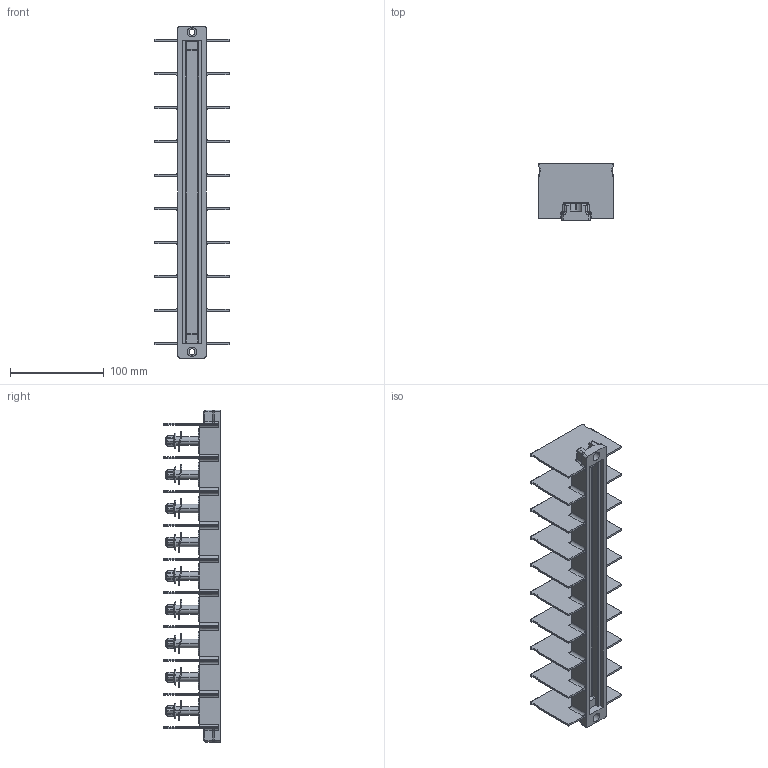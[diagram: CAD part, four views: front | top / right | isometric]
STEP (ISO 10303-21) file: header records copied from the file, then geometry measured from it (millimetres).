
FILE_DESCRIPTION((''),'2;1');
FILE_NAME('32428091002','2019-09-24T',('presta_be4'),(''),'PRO/ENGINEER BY PARAMETRIC TECHNOLOGY CORPORATION, 2014310','PRO/ENGINEER BY PARAMETRIC TECHNOLOGY CORPORATION, 2014310','');
FILE_SCHEMA(('CONFIG_CONTROL_DESIGN'));
Length unit declared in the file: millimetre
Products named in the file (1): 32428091002
Bounding box: 80 x 60.8 x 354.2 mm (x, y, z)
Volume: 286397.9 mm3; surface area: 148488.4 mm2
Topology: 10 solids, 10 shells, 1198 faces, 3059 edges, 1900 vertices
Faces by surface type: cylinder 491, plane 393, torus 150, cone 94, sphere 40, bspline 30
Entity records: 42778 total; most frequent: CARTESIAN_POINT 14273, ORIENTED_EDGE 6110, DIRECTION 5865, EDGE_CURVE 3055, AXIS2_PLACEMENT_3D 2261, VERTEX_POINT 1900, VECTOR 1343, LINE 1343
